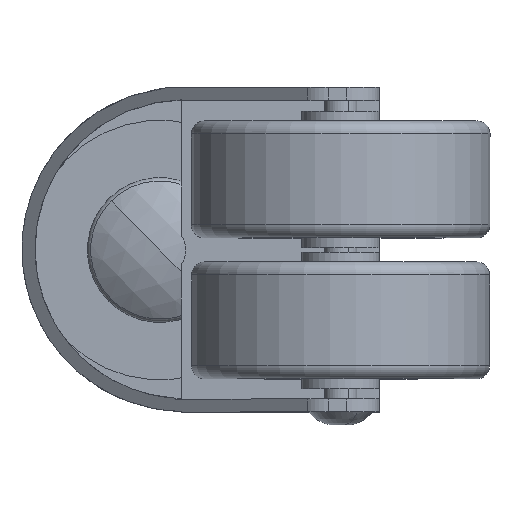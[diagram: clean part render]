
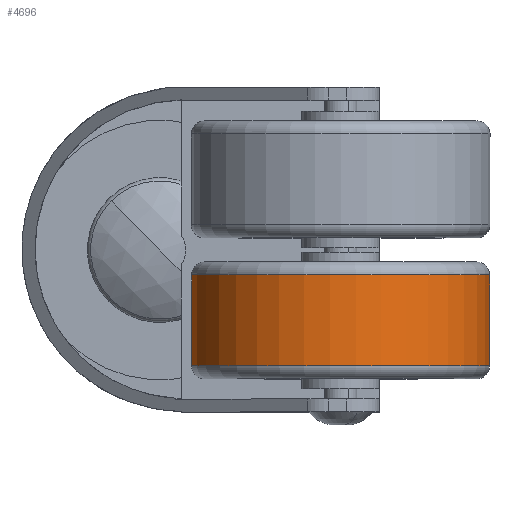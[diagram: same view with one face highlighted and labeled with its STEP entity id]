
A CAD part, top view. The second image highlights one B-rep face of the part: STEP entity #4696.
In plain terms, the highlighted cylindrical face has radius 23 mm (diameter 46 mm), a partial arc.
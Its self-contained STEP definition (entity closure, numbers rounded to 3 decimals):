
#171 = VERTEX_POINT ( 'NONE', #455 ) ;
#307 = VERTEX_POINT ( 'NONE', #4648 ) ;
#455 = CARTESIAN_POINT ( 'NONE',  ( 49.385, 1.162, 25.055 ) ) ;
#593 = CARTESIAN_POINT ( 'NONE',  ( 3.511, 18.662, 21.652 ) ) ;
#685 = EDGE_LOOP ( 'NONE', ( #5682, #4582, #2870, #2023 ) ) ;
#1139 = CARTESIAN_POINT ( 'NONE',  ( 3.511, 1.162, 21.652 ) ) ;
#1170 = DIRECTION ( 'NONE',  ( 0., 1., 0. ) ) ;
#1468 = DIRECTION ( 'NONE',  ( 0., 1., 0. ) ) ;
#1597 = VERTEX_POINT ( 'NONE', #5435 ) ;
#1614 = CARTESIAN_POINT ( 'NONE',  ( 26.448, 15.162, 23.354 ) ) ;
#1776 = CIRCLE ( 'NONE', #2055, 23. ) ;
#1792 = CIRCLE ( 'NONE', #2441, 23. ) ;
#1847 = EDGE_CURVE ( 'NONE', #4187, #307, #2348, .T. ) ;
#1875 = CARTESIAN_POINT ( 'NONE',  ( 26.448, 18.662, 23.354 ) ) ;
#2023 = ORIENTED_EDGE ( 'NONE', *, *, #1847, .F. ) ;
#2055 = AXIS2_PLACEMENT_3D ( 'NONE', #4009, #3648, #2257 ) ;
#2257 = DIRECTION ( 'NONE',  ( 0., 0., 1. ) ) ;
#2348 = LINE ( 'NONE', #593, #4563 ) ;
#2441 = AXIS2_PLACEMENT_3D ( 'NONE', #1614, #5120, #4205 ) ;
#2703 = VECTOR ( 'NONE', #1170, 1000. ) ;
#2870 = ORIENTED_EDGE ( 'NONE', *, *, #5405, .T. ) ;
#3160 = FACE_OUTER_BOUND ( 'NONE', #685, .T. ) ;
#3333 = AXIS2_PLACEMENT_3D ( 'NONE', #1875, #1468, #3616 ) ;
#3616 = DIRECTION ( 'NONE',  ( -0.997, 0., -0.074 ) ) ;
#3648 = DIRECTION ( 'NONE',  ( 0., 1., 0. ) ) ;
#4009 = CARTESIAN_POINT ( 'NONE',  ( 26.448, 1.162, 23.354 ) ) ;
#4054 = CYLINDRICAL_SURFACE ( 'NONE', #3333, 23. ) ;
#4187 = VERTEX_POINT ( 'NONE', #1139 ) ;
#4205 = DIRECTION ( 'NONE',  ( -0.997, 0., -0.074 ) ) ;
#4265 = LINE ( 'NONE', #4675, #2703 ) ;
#4514 = EDGE_CURVE ( 'NONE', #4187, #171, #1776, .T. ) ;
#4563 = VECTOR ( 'NONE', #4580, 1000. ) ;
#4580 = DIRECTION ( 'NONE',  ( 0., 1., 0. ) ) ;
#4582 = ORIENTED_EDGE ( 'NONE', *, *, #5030, .T. ) ;
#4648 = CARTESIAN_POINT ( 'NONE',  ( 3.511, 15.162, 21.652 ) ) ;
#4675 = CARTESIAN_POINT ( 'NONE',  ( 49.385, 18.662, 25.055 ) ) ;
#4696 = ADVANCED_FACE ( 'NONE', ( #3160 ), #4054, .T. ) ;
#5030 = EDGE_CURVE ( 'NONE', #171, #1597, #4265, .T. ) ;
#5120 = DIRECTION ( 'NONE',  ( 0., -1., 0. ) ) ;
#5405 = EDGE_CURVE ( 'NONE', #1597, #307, #1792, .T. ) ;
#5435 = CARTESIAN_POINT ( 'NONE',  ( 49.385, 15.162, 25.055 ) ) ;
#5682 = ORIENTED_EDGE ( 'NONE', *, *, #4514, .T. ) ;
